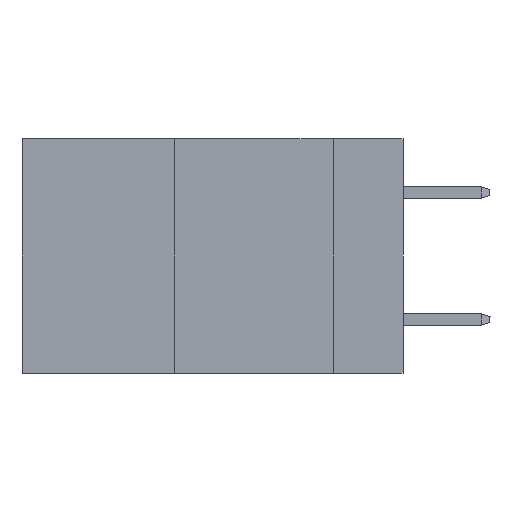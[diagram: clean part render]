
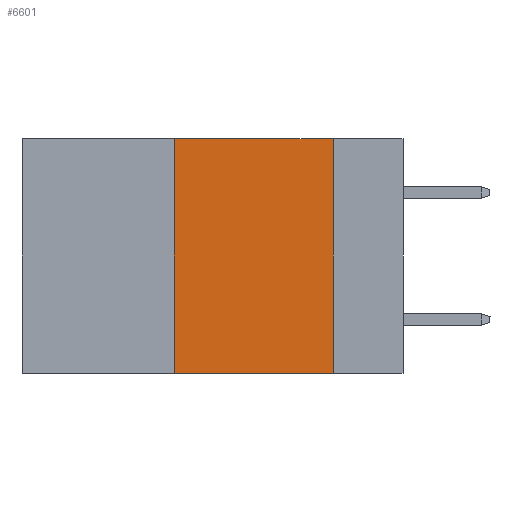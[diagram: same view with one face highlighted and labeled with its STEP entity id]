
A CAD part, left-side view. The second image highlights one B-rep face of the part: STEP entity #6601.
In plain terms, the highlighted planar face has unit normal (-1, 0, 0).
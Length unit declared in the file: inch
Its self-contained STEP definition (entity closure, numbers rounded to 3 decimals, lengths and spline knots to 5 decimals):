
#8 = VERTEX_POINT ( 'NONE', #18091 ) ;
#1570 = EDGE_CURVE ( 'NONE', #8, #12735, #4327, .T. ) ;
#2511 = PLANE ( 'NONE',  #18267 ) ;
#3149 = LINE ( 'NONE', #4525, #19443 ) ;
#3927 = DIRECTION ( 'NONE',  ( 0., -1., 0. ) ) ;
#3957 = VECTOR ( 'NONE', #7985, 39.37008 ) ;
#4327 = LINE ( 'NONE', #16182, #5928 ) ;
#4525 = CARTESIAN_POINT ( 'NONE',  ( 0., 0.36, 0. ) ) ;
#5095 = EDGE_LOOP ( 'NONE', ( #11332, #9776, #13069, #17824 ) ) ;
#5928 = VECTOR ( 'NONE', #19434, 39.37008 ) ;
#6405 = LINE ( 'NONE', #8885, #3957 ) ;
#6601 = ADVANCED_FACE ( 'NONE', ( #9862 ), #2511, .F. ) ;
#7051 = DIRECTION ( 'NONE',  ( 1., 0., 0. ) ) ;
#7302 = LINE ( 'NONE', #16084, #14289 ) ;
#7985 = DIRECTION ( 'NONE',  ( 0., -1., 0. ) ) ;
#8885 = CARTESIAN_POINT ( 'NONE',  ( 0., 0.6, 0. ) ) ;
#9776 = ORIENTED_EDGE ( 'NONE', *, *, #18320, .F. ) ;
#9824 = CARTESIAN_POINT ( 'NONE',  ( 0., 0.36, 0. ) ) ;
#9862 = FACE_OUTER_BOUND ( 'NONE', #5095, .T. ) ;
#10082 = CARTESIAN_POINT ( 'NONE',  ( 0., 0.6, 0. ) ) ;
#11332 = ORIENTED_EDGE ( 'NONE', *, *, #1570, .F. ) ;
#12187 = CARTESIAN_POINT ( 'NONE',  ( 0., 0.11, -0.37 ) ) ;
#12200 = DIRECTION ( 'NONE',  ( 0., 0., 1. ) ) ;
#12735 = VERTEX_POINT ( 'NONE', #12187 ) ;
#13069 = ORIENTED_EDGE ( 'NONE', *, *, #18729, .F. ) ;
#14289 = VECTOR ( 'NONE', #3927, 39.37008 ) ;
#14730 = DIRECTION ( 'NONE',  ( 0., 0., -1. ) ) ;
#15504 = EDGE_CURVE ( 'NONE', #18289, #12735, #7302, .T. ) ;
#16084 = CARTESIAN_POINT ( 'NONE',  ( 0., 0.6, -0.37 ) ) ;
#16182 = CARTESIAN_POINT ( 'NONE',  ( 0., 0.11, 0. ) ) ;
#16387 = VERTEX_POINT ( 'NONE', #9824 ) ;
#17824 = ORIENTED_EDGE ( 'NONE', *, *, #15504, .T. ) ;
#18091 = CARTESIAN_POINT ( 'NONE',  ( 0., 0.11, 0. ) ) ;
#18116 = CARTESIAN_POINT ( 'NONE',  ( 0., 0.36, -0.37 ) ) ;
#18267 = AXIS2_PLACEMENT_3D ( 'NONE', #10082, #7051, #14730 ) ;
#18289 = VERTEX_POINT ( 'NONE', #18116 ) ;
#18320 = EDGE_CURVE ( 'NONE', #16387, #8, #6405, .T. ) ;
#18729 = EDGE_CURVE ( 'NONE', #18289, #16387, #3149, .T. ) ;
#19434 = DIRECTION ( 'NONE',  ( 0., 0., -1. ) ) ;
#19443 = VECTOR ( 'NONE', #12200, 39.37008 ) ;
